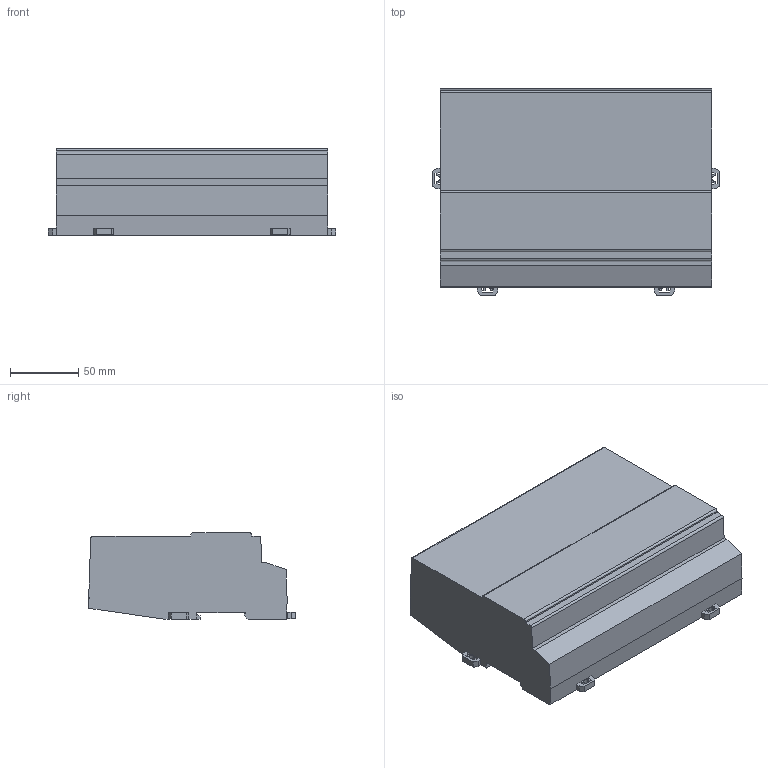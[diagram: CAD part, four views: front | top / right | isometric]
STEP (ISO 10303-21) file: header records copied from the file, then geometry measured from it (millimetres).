
FILE_DESCRIPTION((''),'2;1');
FILE_NAME('3d_BCG1024.stp','2014-06-05T07:58:39',(''),(''),'Mechanical Desktop 2011','Mechanical Desktop 2011',', , ');
FILE_SCHEMA(('CONFIG_CONTROL_DESIGN'));
Length unit declared in the file: millimetre
Products named in the file (1): Product
Bounding box: 210 x 151 x 63.2 mm (x, y, z)
Volume: 1595499.3 mm3; surface area: 98666 mm2
Topology: 3 solids, 3 shells, 126 faces, 589 edges, 682 vertices
Faces by surface type: plane 93, bspline 20, cylinder 13
Entity records: 5789 total; most frequent: CARTESIAN_POINT 1370, DIRECTION 922, ORIENTED_EDGE 744, VECTOR 470, LINE 470, EDGE_CURVE 372, VERTEX_POINT 248, AXIS2_PLACEMENT_3D 226
